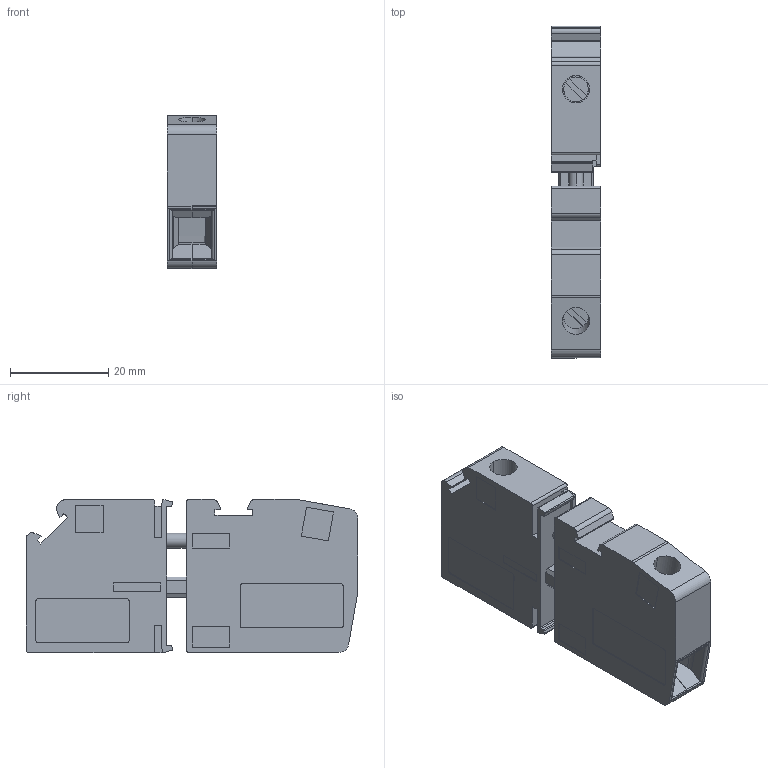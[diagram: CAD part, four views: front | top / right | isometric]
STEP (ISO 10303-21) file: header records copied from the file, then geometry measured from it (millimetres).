
FILE_DESCRIPTION(('Creo Elements/Direct Modeling STEP Export'),'2;1');
FILE_NAME('model.stp','2020-05-18T 7:05:27',(''),(''),'Creo Elements/Direct Modeling STEP processor for AP214 (Solid Model)','Creo Elements/Direct Modeling 20.1A 29-Sep-2018 (C) Parametric Technology GmbH','');
FILE_SCHEMA(('AUTOMOTIVE_DESIGN { 1 0 10303 214 1 1 1 1 }'));
Length unit declared in the file: millimetre
Products named in the file (6): PK_HDFK_10I_HV; PK_HDFK_10A_HV; KK_PC_16_M4; AC_MKDSP_10_Laengsschlitz.1; CO_HDFK_10_HV; HDFK_10_HV
Assembly tree (7 placements, depth 2):
  HDFK_10_HV
    CO_HDFK_10_HV
    KK_PC_16_M4  x2
    AC_MKDSP_10_Laengsschlitz.1  x2
    PK_HDFK_10A_HV
    PK_HDFK_10I_HV
Bounding box: 10.1 x 67.67 x 31.2 mm (x, y, z)
Volume: 16430.5 mm3; surface area: 12365 mm2
Topology: 7 solids, 7 shells, 417 faces, 1147 edges, 763 vertices
Faces by surface type: plane 319, cylinder 94, cone 2, bspline 2
Entity records: 15377 total; most frequent: CARTESIAN_POINT 2396, ORIENTED_EDGE 2136, DIRECTION 1867, EDGE_CURVE 1068, VECTOR 841, LINE 841, VERTEX_POINT 710, AXIS2_PLACEMENT_3D 513
